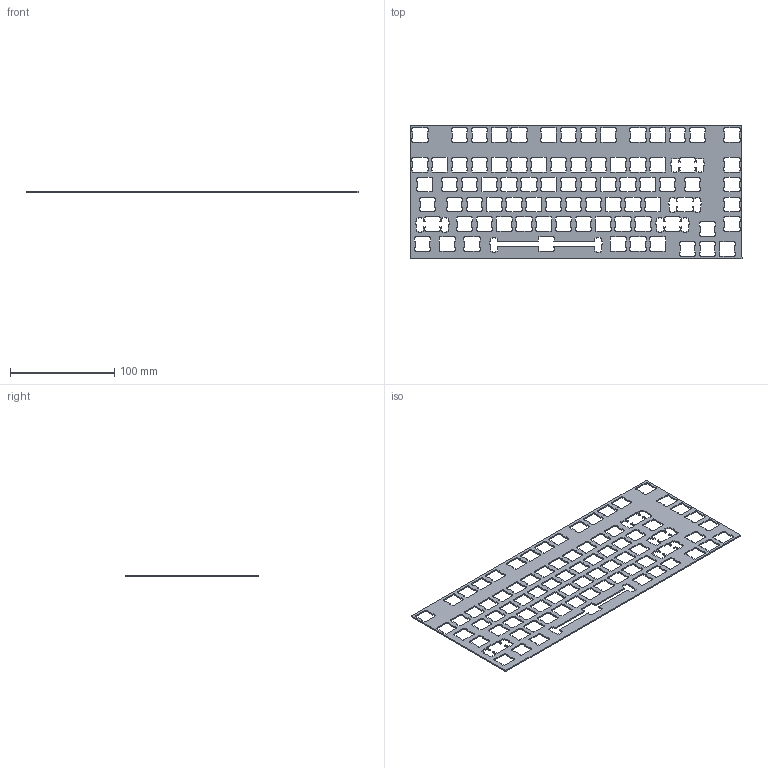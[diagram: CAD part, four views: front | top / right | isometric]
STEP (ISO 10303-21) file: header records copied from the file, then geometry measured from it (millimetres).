
FILE_DESCRIPTION(/* description */ (''),/* implementation_level */ '2;1');
FILE_NAME(/* name */ '',/* time_stamp */ '2025-06-28T21:13:24+08:00',/* author */ (''),/* organization */ (''),/* preprocessor_version */ 'ST-DEVELOPER v20.1',/* originating_system */ 'Autodesk Translation Framework v14.10.0.0',/* authorisation */ '');
FILE_SCHEMA (('AUTOMOTIVE_DESIGN { 1 0 10303 214 3 1 1 }'));
Products named in the file (1): PCB
Bounding box: 319.09 x 128.59 x 1.2 mm (x, y, z)
Volume: 27371.3 mm3; surface area: 53465.2 mm2
Topology: 1 solids, 1 shells, 1846 faces, 5532 edges, 3688 vertices
Faces by surface type: plane 1846
Entity records: 61244 total; most frequent: CARTESIAN_POINT 11067, ORIENTED_EDGE 11064, DIRECTION 9226, LINE 5532, VECTOR 5532, EDGE_CURVE 5532, VERTEX_POINT 3688, EDGE_LOOP 2010
